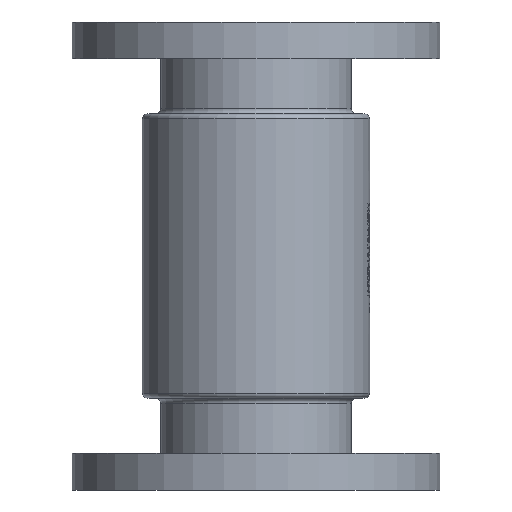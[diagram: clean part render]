
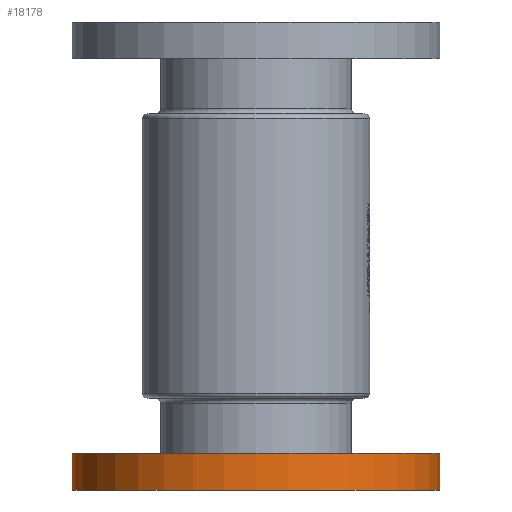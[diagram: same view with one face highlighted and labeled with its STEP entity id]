
A CAD part, front view. The second image highlights one B-rep face of the part: STEP entity #18178.
In plain terms, the highlighted cylindrical face has radius 110 mm (diameter 220 mm), a partial arc.
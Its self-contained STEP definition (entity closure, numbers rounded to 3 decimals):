
#219 = DIRECTION ( 'NONE',  ( 1., 0., 0. ) ) ;
#1664 = ORIENTED_EDGE ( 'NONE', *, *, #23730, .F. ) ;
#1785 = ORIENTED_EDGE ( 'NONE', *, *, #27803, .F. ) ;
#2433 = VECTOR ( 'NONE', #28635, 1000. ) ;
#3362 = DIRECTION ( 'NONE',  ( 0., 0., -1. ) ) ;
#4407 = EDGE_CURVE ( 'NONE', #25323, #21111, #19630, .T. ) ;
#5861 = CARTESIAN_POINT ( 'NONE',  ( -110., 0., -280. ) ) ;
#6020 = CARTESIAN_POINT ( 'NONE',  ( 110., 0., -258. ) ) ;
#6294 = FACE_OUTER_BOUND ( 'NONE', #20811, .T. ) ;
#6567 = DIRECTION ( 'NONE',  ( 0., 0., -1. ) ) ;
#6792 = DIRECTION ( 'NONE',  ( 0., 0., 1. ) ) ;
#8202 = CARTESIAN_POINT ( 'NONE',  ( 0., 0., -280. ) ) ;
#8416 = AXIS2_PLACEMENT_3D ( 'NONE', #22437, #6792, #219 ) ;
#10575 = CARTESIAN_POINT ( 'NONE',  ( 0., 0., -280. ) ) ;
#11990 = LINE ( 'NONE', #14776, #17696 ) ;
#13583 = AXIS2_PLACEMENT_3D ( 'NONE', #10575, #18152, #22664 ) ;
#14776 = CARTESIAN_POINT ( 'NONE',  ( 110., 0., -280. ) ) ;
#15184 = EDGE_CURVE ( 'NONE', #21111, #25762, #26178, .T. ) ;
#15419 = CARTESIAN_POINT ( 'NONE',  ( -110., 0., -258. ) ) ;
#17285 = CYLINDRICAL_SURFACE ( 'NONE', #20773, 110. ) ;
#17696 = VECTOR ( 'NONE', #3362, 1000. ) ;
#18152 = DIRECTION ( 'NONE',  ( 0., 0., 1. ) ) ;
#18178 = ADVANCED_FACE ( 'NONE', ( #6294 ), #17285, .T. ) ;
#19630 = LINE ( 'NONE', #5861, #2433 ) ;
#20773 = AXIS2_PLACEMENT_3D ( 'NONE', #8202, #6567, #23842 ) ;
#20811 = EDGE_LOOP ( 'NONE', ( #1664, #22421, #27695, #1785 ) ) ;
#21111 = VERTEX_POINT ( 'NONE', #23325 ) ;
#22304 = CARTESIAN_POINT ( 'NONE',  ( 110., 0., -280. ) ) ;
#22402 = CIRCLE ( 'NONE', #8416, 110. ) ;
#22421 = ORIENTED_EDGE ( 'NONE', *, *, #4407, .T. ) ;
#22437 = CARTESIAN_POINT ( 'NONE',  ( 0., 0., -258. ) ) ;
#22664 = DIRECTION ( 'NONE',  ( 1., 0., 0. ) ) ;
#23325 = CARTESIAN_POINT ( 'NONE',  ( -110., 0., -280. ) ) ;
#23730 = EDGE_CURVE ( 'NONE', #25323, #26639, #22402, .T. ) ;
#23842 = DIRECTION ( 'NONE',  ( 1., 0., 0. ) ) ;
#25323 = VERTEX_POINT ( 'NONE', #15419 ) ;
#25762 = VERTEX_POINT ( 'NONE', #22304 ) ;
#26178 = CIRCLE ( 'NONE', #13583, 110. ) ;
#26639 = VERTEX_POINT ( 'NONE', #6020 ) ;
#27695 = ORIENTED_EDGE ( 'NONE', *, *, #15184, .T. ) ;
#27803 = EDGE_CURVE ( 'NONE', #26639, #25762, #11990, .T. ) ;
#28635 = DIRECTION ( 'NONE',  ( 0., 0., -1. ) ) ;
